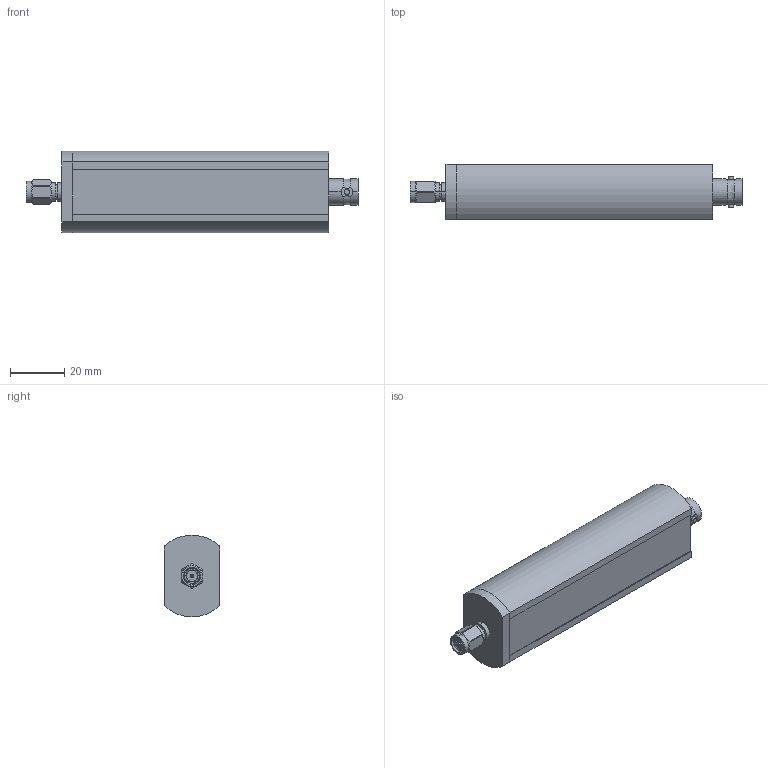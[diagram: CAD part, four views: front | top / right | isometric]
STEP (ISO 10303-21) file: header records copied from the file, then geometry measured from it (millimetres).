
FILE_DESCRIPTION (( 'STEP AP203' ), '1' );
FILE_NAME ('PE85N1008.step', '2019-01-08T19:54:28', ( '' ), ( '' ), 'SwSTEP 2.0', 'SolidWorks 2017', '' );
FILE_SCHEMA (( 'CONFIG_CONTROL_DESIGN' ));
Products named in the file (1): PE85N1008
Bounding box: 121.93 x 20.32 x 29.92 mm (x, y, z)
Volume: 54828.2 mm3; surface area: 11214.1 mm2
Topology: 1 solids, 1 shells, 1594 faces, 4275 edges, 2841 vertices
Faces by surface type: plane 1037, bspline 393, cylinder 143, cone 17, torus 4
Entity records: 68232 total; most frequent: CARTESIAN_POINT 30788, ORIENTED_EDGE 8550, DIRECTION 6128, EDGE_CURVE 4275, VECTOR 3138, LINE 3138, VERTEX_POINT 2841, EDGE_LOOP 1752
